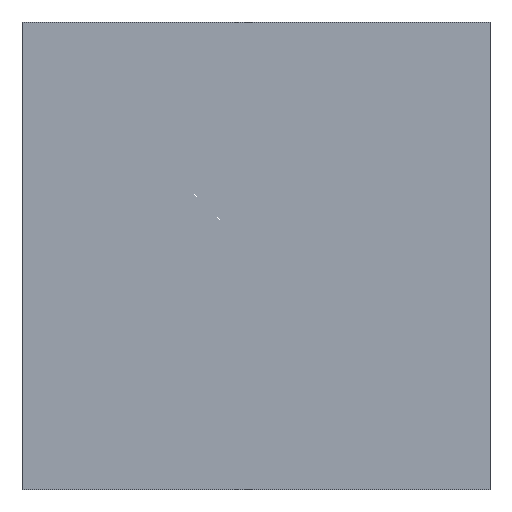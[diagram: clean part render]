
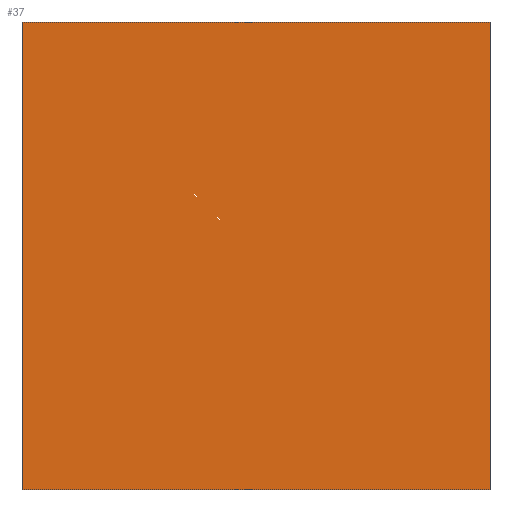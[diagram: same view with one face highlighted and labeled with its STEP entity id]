
A CAD part, front view. The second image highlights one B-rep face of the part: STEP entity #37.
In plain terms, the highlighted planar face has unit normal (0, -1, 0).
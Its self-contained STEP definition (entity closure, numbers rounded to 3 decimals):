
#1 = CARTESIAN_POINT ( 'NONE',  ( -0.001, 0., -0.001 ) ) ;
#7 = ORIENTED_EDGE ( 'NONE', *, *, #257, .F. ) ;
#8 = LINE ( 'NONE', #62, #142 ) ;
#14 = VERTEX_POINT ( 'NONE', #128 ) ;
#21 = VERTEX_POINT ( 'NONE', #131 ) ;
#37 = ADVANCED_FACE ( 'NONE', ( #65 ), #192, .F. ) ;
#38 = ORIENTED_EDGE ( 'NONE', *, *, #144, .F. ) ;
#46 = VERTEX_POINT ( 'NONE', #225 ) ;
#56 = LINE ( 'NONE', #1, #67 ) ;
#60 = DIRECTION ( 'NONE',  ( 1., 0., 0. ) ) ;
#62 = CARTESIAN_POINT ( 'NONE',  ( -0.001, 0., 0.001 ) ) ;
#65 = FACE_OUTER_BOUND ( 'NONE', #220, .T. ) ;
#67 = VECTOR ( 'NONE', #180, 1000. ) ;
#70 = CARTESIAN_POINT ( 'NONE',  ( -0.001, 0., -0.001 ) ) ;
#79 = DIRECTION ( 'NONE',  ( 0., 0., -1. ) ) ;
#93 = ORIENTED_EDGE ( 'NONE', *, *, #212, .F. ) ;
#118 = CARTESIAN_POINT ( 'NONE',  ( 0.001, 0., -0.001 ) ) ;
#128 = CARTESIAN_POINT ( 'NONE',  ( 0.001, 0., 0.001 ) ) ;
#131 = CARTESIAN_POINT ( 'NONE',  ( 0.001, 0., -0.001 ) ) ;
#136 = LINE ( 'NONE', #70, #159 ) ;
#142 = VECTOR ( 'NONE', #60, 1000. ) ;
#144 = EDGE_CURVE ( 'NONE', #21, #291, #56, .T. ) ;
#159 = VECTOR ( 'NONE', #253, 1000. ) ;
#165 = EDGE_CURVE ( 'NONE', #14, #21, #269, .T. ) ;
#178 = AXIS2_PLACEMENT_3D ( 'NONE', #292, #283, #243 ) ;
#180 = DIRECTION ( 'NONE',  ( -1., 0., 0. ) ) ;
#192 = PLANE ( 'NONE',  #178 ) ;
#212 = EDGE_CURVE ( 'NONE', #291, #46, #136, .T. ) ;
#220 = EDGE_LOOP ( 'NONE', ( #276, #7, #93, #38 ) ) ;
#225 = CARTESIAN_POINT ( 'NONE',  ( -0.001, 0., 0.001 ) ) ;
#234 = VECTOR ( 'NONE', #79, 1000. ) ;
#243 = DIRECTION ( 'NONE',  ( 1., 0., 0. ) ) ;
#253 = DIRECTION ( 'NONE',  ( 0., 0., 1. ) ) ;
#256 = CARTESIAN_POINT ( 'NONE',  ( -0.001, 0., -0.001 ) ) ;
#257 = EDGE_CURVE ( 'NONE', #46, #14, #8, .T. ) ;
#269 = LINE ( 'NONE', #118, #234 ) ;
#276 = ORIENTED_EDGE ( 'NONE', *, *, #165, .F. ) ;
#283 = DIRECTION ( 'NONE',  ( 0., 1., 0. ) ) ;
#291 = VERTEX_POINT ( 'NONE', #256 ) ;
#292 = CARTESIAN_POINT ( 'NONE',  ( 0., 0., 0. ) ) ;
